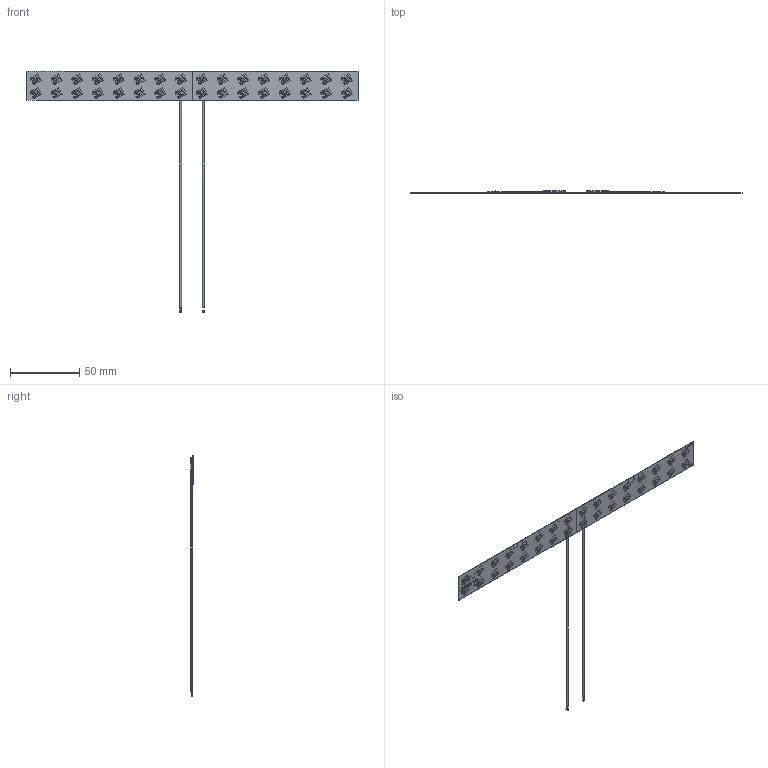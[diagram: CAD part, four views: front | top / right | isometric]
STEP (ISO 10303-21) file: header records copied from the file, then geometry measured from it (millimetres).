
FILE_DESCRIPTION (( 'STEP AP214' ), '1' );
FILE_NAME ('FXUB71.A.54.C.001_Web.STEP', '2022-03-15T16:40:04', ( '' ), ( '' ), 'SwSTEP 2.0', 'SolidWorks 2018', '' );
FILE_SCHEMA (( 'AUTOMOTIVE_DESIGN' ));
Length unit declared in the file: millimetre
Products named in the file (1): FXUB71.A.54.C.001_Web
Bounding box: 240 x 1.62 x 174.43 mm (x, y, z)
Surface area: 19723.1 mm2 (no closed solid volume)
Topology: 0 solids, 56 shells, 174 faces, 1880 edges, 1772 vertices
Faces by surface type: plane 139, cylinder 27, torus 4, bspline 4
Entity records: 38529 total; most frequent: CARTESIAN_POINT 26437, ORIENTED_EDGE 3223, EDGE_CURVE 1877, B_SPLINE_CURVE_WITH_KNOTS 1867, VERTEX_POINT 1772, DIRECTION 342, EDGE_LOOP 250, UNCERTAINTY_MEASURE_WITH_UNIT 176
